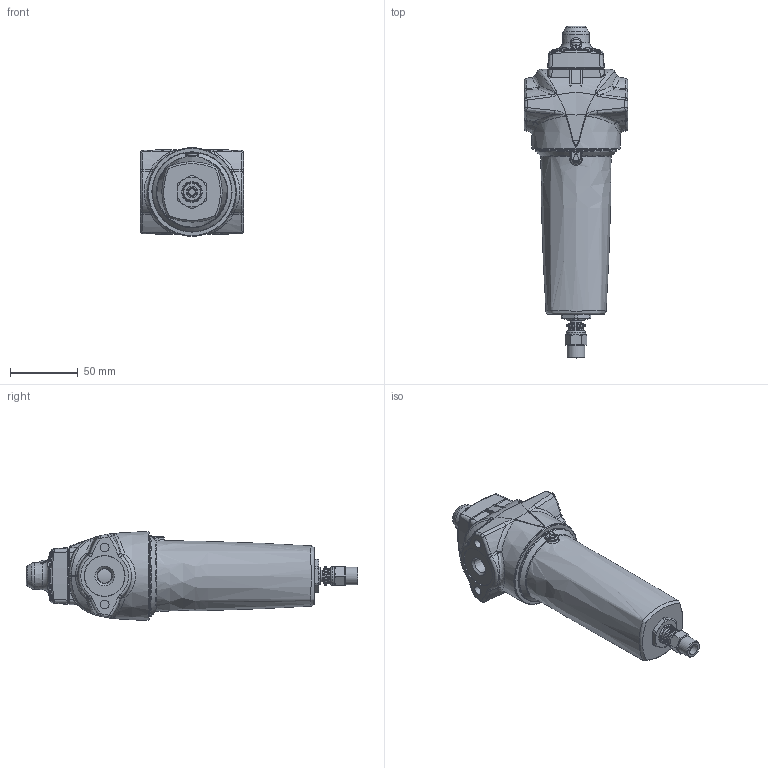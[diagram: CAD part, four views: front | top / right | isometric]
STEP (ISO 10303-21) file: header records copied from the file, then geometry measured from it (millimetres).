
FILE_DESCRIPTION(/* description */ (''),/* implementation_level */ '2;1');
FILE_NAME(/* name */ 'AAP010AGFI.stp',/* time_stamp */ '2017-05-23T11:42:11+05:00',/* author */ ('SS00480869'),/* organization */ (''),/* preprocessor_version */ 'ST-DEVELOPER v16.1',/* originating_system */ 'Autodesk Inventor 2016',/* authorisation */ '');
FILE_SCHEMA (('AUTOMOTIVE_DESIGN { 1 0 10303 214 3 1 1 }'));
Products named in the file (1): AAP010AGFI
Bounding box: 76 x 244.3 x 65.2 mm (x, y, z)
Volume: 468439 mm3; surface area: 63697.9 mm2
Topology: 1 solids, 14 shells, 1542 faces, 3829 edges, 2315 vertices
Faces by surface type: bspline 485, plane 363, cone 244, cylinder 213, torus 209, sphere 28
Full cylindrical faces by diameter (mm): 2 x4, 4.134 x6, 5 x5, 5.2 x5, 5.8 x2, 6.5 x4, 7.8 x1, 7.9 x1, 8 x2, 8.2 x1, 8.5 x1, 8.8 x1, 9.4 x1, 11 x1, 11.5 x1, 13 x1, 14 x2, 30 x2, 59 x1, 65.2 x1
Entity records: 74460 total; most frequent: CARTESIAN_POINT 40360, ORIENTED_EDGE 7248, DIRECTION 5911, EDGE_CURVE 3624, AXIS2_PLACEMENT_3D 2549, VERTEX_POINT 2277, EDGE_LOOP 1733, FACE_OUTER_BOUND 1542
